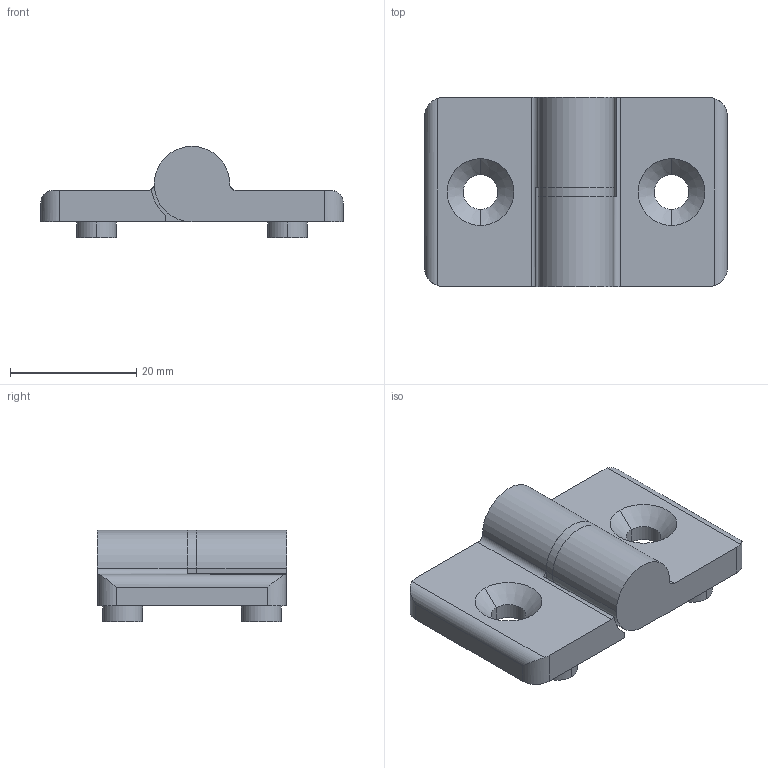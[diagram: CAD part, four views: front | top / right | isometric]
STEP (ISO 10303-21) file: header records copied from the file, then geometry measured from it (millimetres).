
FILE_DESCRIPTION (( 'STEP AP214' ), '1' );
FILE_NAME ('SAFE06E1114-Charnière 6 PA, droite.STEP', '2023-03-16T14:20:55', ( '' ), ( '' ), 'SwSTEP 2.0', 'SolidWorks 2021', '' );
FILE_SCHEMA (( 'AUTOMOTIVE_DESIGN' ));
Length unit declared in the file: millimetre
Products named in the file (2): SAFE06E1114-Charnière 6 PA, droite; Demi_SCH6PAR^SAFE06E1114-Charnière 6 PA, droite
Assembly tree (2 placements, depth 2):
  SAFE06E1114-Charnière 6 PA, droite
    Demi_SCH6PAR^SAFE06E1114-Charnière 6 PA, droite  x2
Bounding box: 48 x 30 x 14.5 mm (x, y, z)
Volume: 9045.4 mm3; surface area: 4902 mm2
Topology: 2 solids, 2 shells, 66 faces, 152 edges, 100 vertices
Faces by surface type: cylinder 38, plane 24, cone 4
Entity records: 1057 total; most frequent: CARTESIAN_POINT 194, DIRECTION 189, ORIENTED_EDGE 152, AXIS2_PLACEMENT_3D 77, EDGE_CURVE 76, VERTEX_POINT 50, EDGE_LOOP 40, CIRCLE 39
